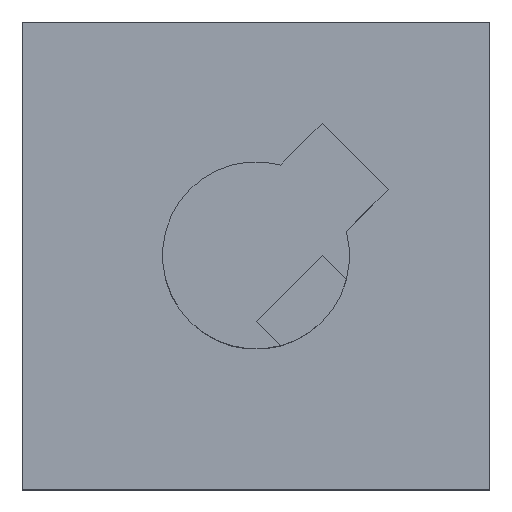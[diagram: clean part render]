
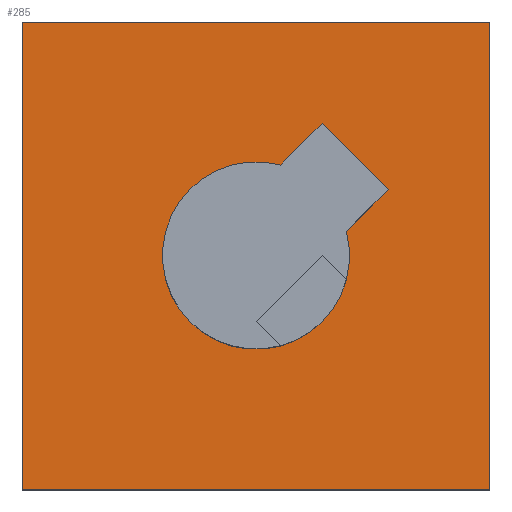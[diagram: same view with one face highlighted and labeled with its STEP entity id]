
A CAD part, top view. The second image highlights one B-rep face of the part: STEP entity #285.
In plain terms, the highlighted planar face has unit normal (0, 0, 1).
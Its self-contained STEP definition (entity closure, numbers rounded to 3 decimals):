
#42=FACE_OUTER_BOUND('',#58,.T.);
#58=EDGE_LOOP('',(#248,#249,#250,#251));
#82=LINE('',#461,#114);
#85=LINE('',#467,#117);
#88=LINE('',#473,#120);
#91=LINE('',#477,#123);
#114=VECTOR('',#380,10.);
#117=VECTOR('',#385,10.);
#120=VECTOR('',#390,10.);
#123=VECTOR('',#395,10.);
#142=VERTEX_POINT('',#458);
#143=VERTEX_POINT('',#460);
#145=VERTEX_POINT('',#466);
#147=VERTEX_POINT('',#472);
#174=EDGE_CURVE('',#143,#142,#82,.T.);
#177=EDGE_CURVE('',#145,#143,#85,.T.);
#180=EDGE_CURVE('',#147,#145,#88,.T.);
#183=EDGE_CURVE('',#142,#147,#91,.T.);
#248=ORIENTED_EDGE('',*,*,#183,.T.);
#249=ORIENTED_EDGE('',*,*,#180,.T.);
#250=ORIENTED_EDGE('',*,*,#177,.T.);
#251=ORIENTED_EDGE('',*,*,#174,.T.);
#269=PLANE('',#321);
#285=ADVANCED_FACE('',(#42),#269,.T.);
#321=AXIS2_PLACEMENT_3D('',#478,#396,#397);
#380=DIRECTION('',(0.,-1.,0.));
#385=DIRECTION('',(-1.,0.,0.));
#390=DIRECTION('',(0.,1.,0.));
#395=DIRECTION('',(1.,0.,0.));
#396=DIRECTION('center_axis',(0.,0.,1.));
#397=DIRECTION('ref_axis',(1.,0.,0.));
#458=CARTESIAN_POINT('',(-300.,0.,50.));
#460=CARTESIAN_POINT('',(-300.,100.,50.));
#461=CARTESIAN_POINT('',(-300.,0.,50.));
#466=CARTESIAN_POINT('',(-200.,100.,50.));
#467=CARTESIAN_POINT('',(-300.,100.,50.));
#472=CARTESIAN_POINT('',(-200.,0.,50.));
#473=CARTESIAN_POINT('',(-200.,100.,50.));
#477=CARTESIAN_POINT('',(-200.,0.,50.));
#478=CARTESIAN_POINT('Origin',(-250.,50.,50.));
